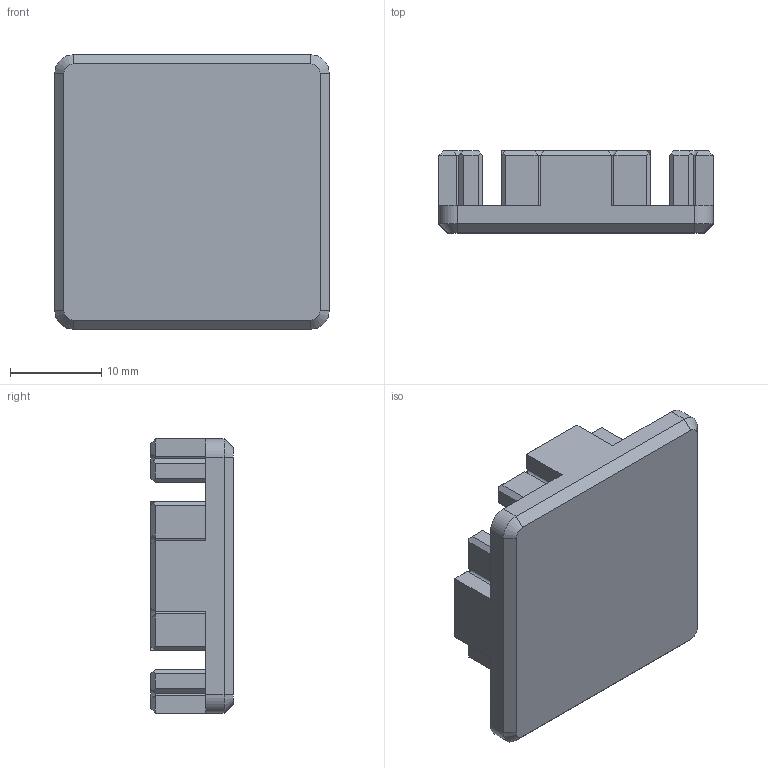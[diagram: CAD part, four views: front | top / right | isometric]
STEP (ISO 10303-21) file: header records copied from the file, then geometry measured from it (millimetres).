
FILE_DESCRIPTION(/* description */ (''),/* implementation_level */ '2;1');
FILE_NAME(/* name */ '3030B-ECF 30x30mm Type-B end cap v6.step',/* time_stamp */ '2025-09-03T20:40:54+02:00',/* author */ (''),/* organization */ (''),/* preprocessor_version */ 'ST-DEVELOPER v20.1',/* originating_system */ 'Autodesk Translation Framework v14.10.0.0',/* authorisation */ '');
FILE_SCHEMA (('AUTOMOTIVE_DESIGN { 1 0 10303 214 3 1 1 }'));
Length unit declared in the file: millimetre
Products named in the file (1): 3030B-ECF 30x30mm Type-B end cap
Bounding box: 30 x 9 x 30 mm (x, y, z)
Volume: 4580.9 mm3; surface area: 3721.2 mm2
Topology: 1 solids, 1 shells, 190 faces, 495 edges, 314 vertices
Faces by surface type: plane 142, bspline 24, cone 12, cylinder 12
Entity records: 5956 total; most frequent: CARTESIAN_POINT 1456, ORIENTED_EDGE 990, DIRECTION 801, EDGE_CURVE 495, LINE 395, VECTOR 395, VERTEX_POINT 314, AXIS2_PLACEMENT_3D 203
